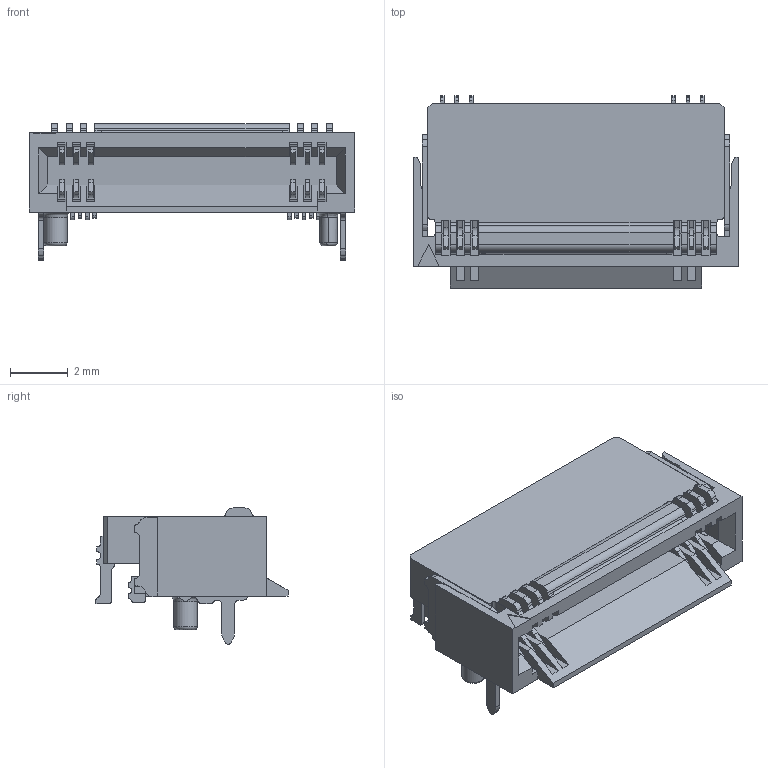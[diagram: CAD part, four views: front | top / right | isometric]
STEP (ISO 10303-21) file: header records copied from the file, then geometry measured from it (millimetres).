
FILE_DESCRIPTION(/* description */ (''),/* implementation_level */ '2;1');
FILE_NAME(/* name */ 'SAMTEC_UEC5-019-1-H-D-RA-1-A.stp',/* time_stamp */ '2015-06-08T14:51:01+02:00',/* author */ ('admchouv'),/* organization */ ('samtec'),/* preprocessor_version */ 'ST-DEVELOPER v15.5',/* originating_system */ 'AutoCAD Mechanical',/* authorisation */ '');
FILE_SCHEMA (('AUTOMOTIVE_DESIGN { 1 0 10303 214 3 1 1 }'));
Length unit declared in the file: millimetre
Products named in the file (1): Product
Bounding box: 11.25 x 6.65 x 4.71 mm (x, y, z)
Volume: 124.6 mm3; surface area: 435.1 mm2
Topology: 46 solids, 46 shells, 942 faces, 2630 edges, 1764 vertices
Faces by surface type: plane 664, cylinder 270, bspline 6, torus 2
Full cylindrical faces by diameter (mm): 0.8 x1
Entity records: 30478 total; most frequent: CARTESIAN_POINT 5689, ORIENTED_EDGE 5292, DIRECTION 5000, EDGE_CURVE 2627, LINE 2096, VECTOR 2096, VERTEX_POINT 1763, AXIS2_PLACEMENT_3D 1452
